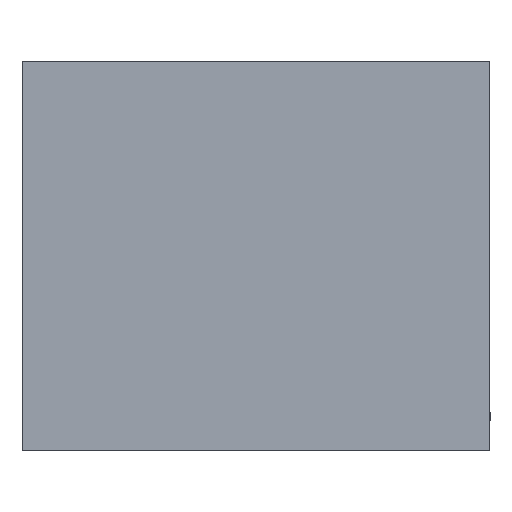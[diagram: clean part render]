
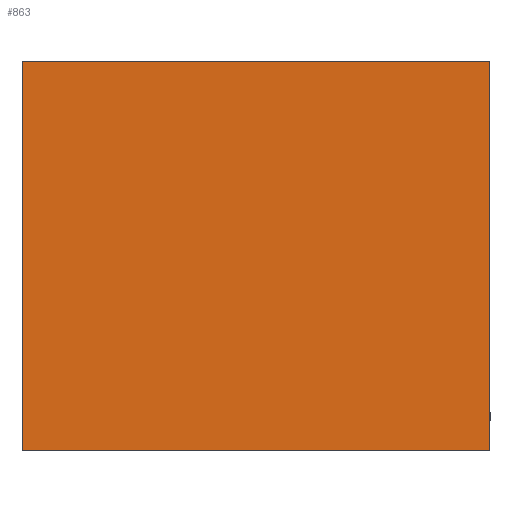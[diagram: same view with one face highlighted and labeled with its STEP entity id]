
A CAD part, top view. The second image highlights one B-rep face of the part: STEP entity #863.
In plain terms, the highlighted planar face has unit normal (0, 0, 1).
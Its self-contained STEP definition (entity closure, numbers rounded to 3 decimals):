
#13 = EDGE_LOOP ( 'NONE', ( #2835, #334, #2693, #1810 ) ) ;
#201 = LINE ( 'NONE', #3630, #623 ) ;
#334 = ORIENTED_EDGE ( 'NONE', *, *, #3376, .T. ) ;
#414 = VERTEX_POINT ( 'NONE', #2691 ) ;
#437 = EDGE_CURVE ( 'NONE', #414, #1057, #2123, .T. ) ;
#468 = DIRECTION ( 'NONE',  ( -1., 0., 0. ) ) ;
#570 = DIRECTION ( 'NONE',  ( 0., 1., 0. ) ) ;
#623 = VECTOR ( 'NONE', #468, 1000. ) ;
#708 = PLANE ( 'NONE',  #2058 ) ;
#758 = VERTEX_POINT ( 'NONE', #897 ) ;
#826 = VERTEX_POINT ( 'NONE', #2694 ) ;
#836 = CARTESIAN_POINT ( 'NONE',  ( 0., 0., 0.75 ) ) ;
#863 = ADVANCED_FACE ( 'NONE', ( #3262 ), #708, .T. ) ;
#897 = CARTESIAN_POINT ( 'NONE',  ( -3., 2.5, 0.75 ) ) ;
#1057 = VERTEX_POINT ( 'NONE', #2985 ) ;
#1186 = VECTOR ( 'NONE', #3544, 1000. ) ;
#1226 = CARTESIAN_POINT ( 'NONE',  ( 3., -2.5, 0.75 ) ) ;
#1351 = EDGE_CURVE ( 'NONE', #826, #758, #201, .T. ) ;
#1434 = DIRECTION ( 'NONE',  ( 0., 1., 0. ) ) ;
#1810 = ORIENTED_EDGE ( 'NONE', *, *, #3158, .T. ) ;
#1949 = DIRECTION ( 'NONE',  ( 0., 0., 1. ) ) ;
#1982 = LINE ( 'NONE', #1226, #2376 ) ;
#2058 = AXIS2_PLACEMENT_3D ( 'NONE', #836, #1949, #570 ) ;
#2123 = LINE ( 'NONE', #3286, #1186 ) ;
#2376 = VECTOR ( 'NONE', #1434, 1000. ) ;
#2691 = CARTESIAN_POINT ( 'NONE',  ( -3., -2.5, 0.75 ) ) ;
#2693 = ORIENTED_EDGE ( 'NONE', *, *, #437, .T. ) ;
#2694 = CARTESIAN_POINT ( 'NONE',  ( 3., 2.5, 0.75 ) ) ;
#2712 = LINE ( 'NONE', #3263, #3317 ) ;
#2835 = ORIENTED_EDGE ( 'NONE', *, *, #1351, .T. ) ;
#2985 = CARTESIAN_POINT ( 'NONE',  ( 3., -2.5, 0.75 ) ) ;
#3034 = DIRECTION ( 'NONE',  ( 0., -1., 0. ) ) ;
#3158 = EDGE_CURVE ( 'NONE', #1057, #826, #1982, .T. ) ;
#3262 = FACE_OUTER_BOUND ( 'NONE', #13, .T. ) ;
#3263 = CARTESIAN_POINT ( 'NONE',  ( -3., -2.5, 0.75 ) ) ;
#3286 = CARTESIAN_POINT ( 'NONE',  ( -3., -2.5, 0.75 ) ) ;
#3317 = VECTOR ( 'NONE', #3034, 1000. ) ;
#3376 = EDGE_CURVE ( 'NONE', #758, #414, #2712, .T. ) ;
#3544 = DIRECTION ( 'NONE',  ( 1., 0., 0. ) ) ;
#3630 = CARTESIAN_POINT ( 'NONE',  ( -3., 2.5, 0.75 ) ) ;
